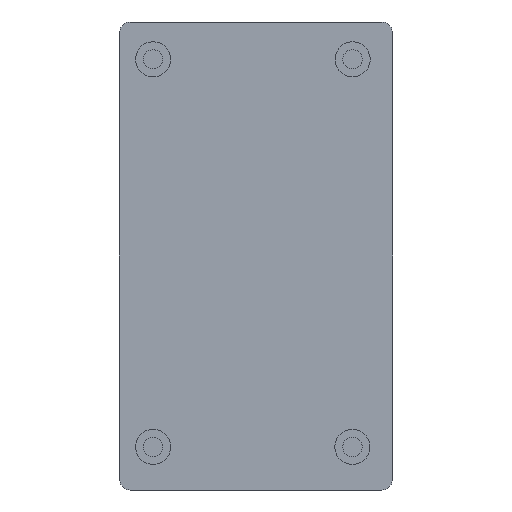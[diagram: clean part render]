
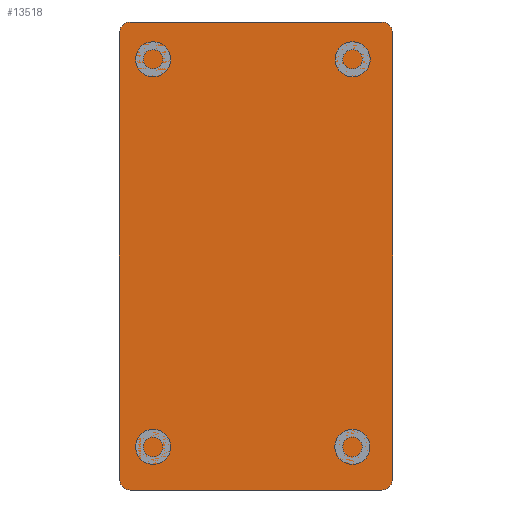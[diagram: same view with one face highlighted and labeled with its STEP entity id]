
A CAD part, front view. The second image highlights one B-rep face of the part: STEP entity #13518.
In plain terms, the highlighted planar face has unit normal (0, -1, 0).
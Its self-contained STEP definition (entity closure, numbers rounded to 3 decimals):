
#696=CIRCLE('',#14277,2.25);
#697=CIRCLE('',#14280,2.25);
#698=CIRCLE('',#14281,2.25);
#699=CIRCLE('',#14282,2.25);
#1080=FACE_OUTER_BOUND('',#1809,.T.);
#1809=EDGE_LOOP('',(#10383,#10384,#10385,#10386,#10387,#10388,#10389,#10390));
#3055=LINE('',#18723,#4599);
#3100=LINE('',#18833,#4644);
#3103=LINE('',#18841,#4647);
#3104=LINE('',#18845,#4648);
#4599=VECTOR('',#15846,10.);
#4644=VECTOR('',#15955,10.);
#4647=VECTOR('',#15962,10.);
#4648=VECTOR('',#15965,10.);
#5882=VERTEX_POINT('',#18717);
#5884=VERTEX_POINT('',#18721);
#5916=VERTEX_POINT('',#18828);
#5917=VERTEX_POINT('',#18832);
#5919=VERTEX_POINT('',#18838);
#5920=VERTEX_POINT('',#18840);
#5921=VERTEX_POINT('',#18842);
#5922=VERTEX_POINT('',#18844);
#7483=EDGE_CURVE('',#5884,#5882,#3055,.T.);
#7536=EDGE_CURVE('',#5882,#5916,#696,.T.);
#7538=EDGE_CURVE('',#5916,#5917,#3100,.T.);
#7541=EDGE_CURVE('',#5919,#5884,#697,.T.);
#7542=EDGE_CURVE('',#5920,#5919,#3103,.T.);
#7543=EDGE_CURVE('',#5921,#5920,#698,.T.);
#7544=EDGE_CURVE('',#5922,#5921,#3104,.T.);
#7545=EDGE_CURVE('',#5917,#5922,#699,.T.);
#10383=ORIENTED_EDGE('',*,*,#7536,.F.);
#10384=ORIENTED_EDGE('',*,*,#7483,.F.);
#10385=ORIENTED_EDGE('',*,*,#7541,.F.);
#10386=ORIENTED_EDGE('',*,*,#7542,.F.);
#10387=ORIENTED_EDGE('',*,*,#7543,.F.);
#10388=ORIENTED_EDGE('',*,*,#7544,.F.);
#10389=ORIENTED_EDGE('',*,*,#7545,.F.);
#10390=ORIENTED_EDGE('',*,*,#7538,.F.);
#13030=PLANE('',#14279);
#13518=ADVANCED_FACE('',(#1080),#13030,.F.);
#14277=AXIS2_PLACEMENT_3D('',#18829,#15950,#15951);
#14279=AXIS2_PLACEMENT_3D('',#18837,#15958,#15959);
#14280=AXIS2_PLACEMENT_3D('',#18839,#15960,#15961);
#14281=AXIS2_PLACEMENT_3D('',#18843,#15963,#15964);
#14282=AXIS2_PLACEMENT_3D('',#18846,#15966,#15967);
#15846=DIRECTION('',(-1.,0.,0.));
#15950=DIRECTION('center_axis',(0.,1.,0.));
#15951=DIRECTION('ref_axis',(-0.707,0.,-0.707));
#15955=DIRECTION('',(0.,0.,1.));
#15958=DIRECTION('center_axis',(0.,1.,0.));
#15959=DIRECTION('ref_axis',(1.,0.,0.));
#15960=DIRECTION('center_axis',(0.,1.,0.));
#15961=DIRECTION('ref_axis',(0.707,0.,-0.707));
#15962=DIRECTION('',(0.,0.,-1.));
#15963=DIRECTION('center_axis',(0.,1.,0.));
#15964=DIRECTION('ref_axis',(0.707,0.,0.707));
#15965=DIRECTION('',(1.,0.,0.));
#15966=DIRECTION('center_axis',(0.,1.,0.));
#15967=DIRECTION('ref_axis',(-0.707,0.,0.707));
#18717=CARTESIAN_POINT('',(2.25,0.,-96.));
#18721=CARTESIAN_POINT('',(53.75,0.,-96.));
#18723=CARTESIAN_POINT('',(56.,0.,-96.));
#18828=CARTESIAN_POINT('',(0.,0.,-93.75));
#18829=CARTESIAN_POINT('Origin',(2.25,0.,-93.75));
#18832=CARTESIAN_POINT('',(0.,0.,-2.25));
#18833=CARTESIAN_POINT('',(0.,0.,-96.));
#18837=CARTESIAN_POINT('Origin',(28.,0.,-48.));
#18838=CARTESIAN_POINT('',(56.,0.,-93.75));
#18839=CARTESIAN_POINT('Origin',(53.75,0.,-93.75));
#18840=CARTESIAN_POINT('',(56.,0.,-2.25));
#18841=CARTESIAN_POINT('',(56.,0.,0.));
#18842=CARTESIAN_POINT('',(53.75,0.,0.));
#18843=CARTESIAN_POINT('Origin',(53.75,0.,-2.25));
#18844=CARTESIAN_POINT('',(2.25,0.,0.));
#18845=CARTESIAN_POINT('',(0.,0.,0.));
#18846=CARTESIAN_POINT('Origin',(2.25,0.,-2.25));
